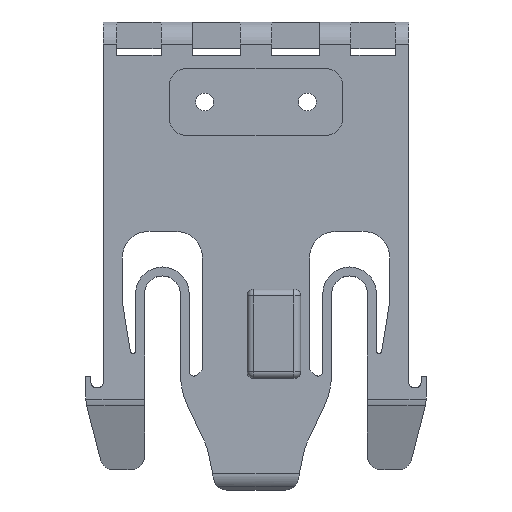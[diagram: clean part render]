
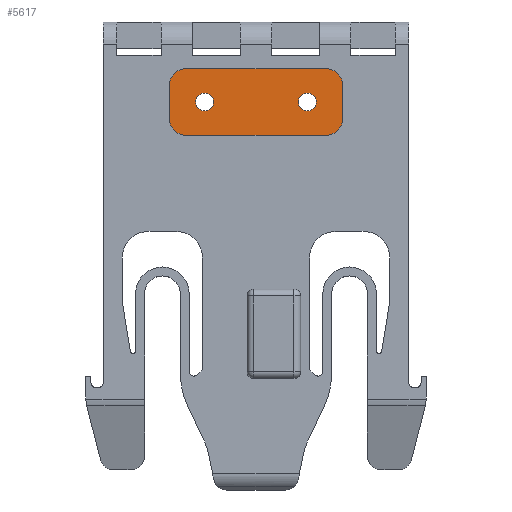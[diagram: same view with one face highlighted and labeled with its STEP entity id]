
A CAD part, top view. The second image highlights one B-rep face of the part: STEP entity #5617.
In plain terms, the highlighted planar face has unit normal (0, 0, 1).
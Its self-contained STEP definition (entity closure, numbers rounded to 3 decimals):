
#5351=CARTESIAN_POINT('',(9.5,36.,9.));
#5352=VERTEX_POINT('',#5351);
#5376=CARTESIAN_POINT('',(13.5,36.,9.));
#5377=VERTEX_POINT('',#5376);
#5378=CARTESIAN_POINT('',(11.5,36.,9.));
#5379=DIRECTION('',(0.,0.,1.));
#5380=DIRECTION('',(1.,0.,-0.));
#5381=AXIS2_PLACEMENT_3D('',#5378,#5379,#5380);
#5382=CIRCLE('',#5381,2.);
#5383=EDGE_CURVE('',#5352,#5377,#5382,.T.);
#5385=CARTESIAN_POINT('',(11.5,36.,9.));
#5386=DIRECTION('',(0.,0.,1.));
#5387=DIRECTION('',(1.,0.,-0.));
#5388=AXIS2_PLACEMENT_3D('',#5385,#5386,#5387);
#5389=CIRCLE('',#5388,2.);
#5390=EDGE_CURVE('',#5377,#5352,#5389,.T.);
#5402=CARTESIAN_POINT('',(-13.5,36.,9.));
#5403=VERTEX_POINT('',#5402);
#5427=CARTESIAN_POINT('',(-9.5,36.,9.));
#5428=VERTEX_POINT('',#5427);
#5429=CARTESIAN_POINT('',(-11.5,36.,9.));
#5430=DIRECTION('',(0.,0.,1.));
#5431=DIRECTION('',(1.,0.,-0.));
#5432=AXIS2_PLACEMENT_3D('',#5429,#5430,#5431);
#5433=CIRCLE('',#5432,2.);
#5434=EDGE_CURVE('',#5403,#5428,#5433,.T.);
#5436=CARTESIAN_POINT('',(-11.5,36.,9.));
#5437=DIRECTION('',(0.,0.,1.));
#5438=DIRECTION('',(1.,0.,-0.));
#5439=AXIS2_PLACEMENT_3D('',#5436,#5437,#5438);
#5440=CIRCLE('',#5439,2.);
#5441=EDGE_CURVE('',#5428,#5403,#5440,.T.);
#5451=CARTESIAN_POINT('',(-15.5,43.5,9.));
#5452=VERTEX_POINT('',#5451);
#5453=CARTESIAN_POINT('',(15.5,43.5,9.));
#5454=VERTEX_POINT('',#5453);
#5455=CARTESIAN_POINT('',(-15.5,43.5,9.));
#5456=DIRECTION('',(1.,0.,0.));
#5457=VECTOR('',#5456,31.);
#5458=LINE('',#5455,#5457);
#5459=EDGE_CURVE('',#5452,#5454,#5458,.T.);
#5483=CARTESIAN_POINT('',(-19.5,32.5,9.));
#5484=VERTEX_POINT('',#5483);
#5491=CARTESIAN_POINT('',(-19.5,39.5,9.));
#5492=VERTEX_POINT('',#5491);
#5493=CARTESIAN_POINT('',(-19.5,32.5,9.));
#5494=DIRECTION('',(-0.,1.,0.));
#5495=VECTOR('',#5494,7.);
#5496=LINE('',#5493,#5495);
#5497=EDGE_CURVE('',#5484,#5492,#5496,.T.);
#5514=CARTESIAN_POINT('',(15.5,28.5,9.));
#5515=VERTEX_POINT('',#5514);
#5522=CARTESIAN_POINT('',(-15.5,28.5,9.));
#5523=VERTEX_POINT('',#5522);
#5524=CARTESIAN_POINT('',(15.5,28.5,9.));
#5525=DIRECTION('',(-1.,-0.,0.));
#5526=VECTOR('',#5525,31.);
#5527=LINE('',#5524,#5526);
#5528=EDGE_CURVE('',#5515,#5523,#5527,.T.);
#5544=CARTESIAN_POINT('',(19.5,39.5,9.));
#5545=VERTEX_POINT('',#5544);
#5546=CARTESIAN_POINT('',(19.5,32.5,9.));
#5547=VERTEX_POINT('',#5546);
#5548=CARTESIAN_POINT('',(19.5,39.5,9.));
#5549=DIRECTION('',(0.,-1.,0.));
#5550=VECTOR('',#5549,7.);
#5551=LINE('',#5548,#5550);
#5552=EDGE_CURVE('',#5545,#5547,#5551,.T.);
#5570=CARTESIAN_POINT('',(0.,0.,9.));
#5571=DIRECTION('',(0.,0.,1.));
#5572=DIRECTION('',(1.,0.,0.));
#5573=AXIS2_PLACEMENT_3D('',#5570,#5571,#5572);
#5574=PLANE('',#5573);
#5575=ORIENTED_EDGE('',*,*,#5528,.F.);
#5576=CARTESIAN_POINT('',(15.5,32.5,9.));
#5577=DIRECTION('',(0.,0.,1.));
#5578=DIRECTION('',(1.,0.,-0.));
#5579=AXIS2_PLACEMENT_3D('',#5576,#5577,#5578);
#5580=CIRCLE('',#5579,4.);
#5581=EDGE_CURVE('',#5515,#5547,#5580,.T.);
#5582=ORIENTED_EDGE('',*,*,#5581,.T.);
#5583=ORIENTED_EDGE('',*,*,#5552,.F.);
#5584=CARTESIAN_POINT('',(15.5,39.5,9.));
#5585=DIRECTION('',(0.,0.,1.));
#5586=DIRECTION('',(1.,0.,-0.));
#5587=AXIS2_PLACEMENT_3D('',#5584,#5585,#5586);
#5588=CIRCLE('',#5587,4.);
#5589=EDGE_CURVE('',#5545,#5454,#5588,.T.);
#5590=ORIENTED_EDGE('',*,*,#5589,.T.);
#5591=ORIENTED_EDGE('',*,*,#5459,.F.);
#5592=CARTESIAN_POINT('',(-15.5,39.5,9.));
#5593=DIRECTION('',(0.,0.,1.));
#5594=DIRECTION('',(1.,0.,-0.));
#5595=AXIS2_PLACEMENT_3D('',#5592,#5593,#5594);
#5596=CIRCLE('',#5595,4.);
#5597=EDGE_CURVE('',#5452,#5492,#5596,.T.);
#5598=ORIENTED_EDGE('',*,*,#5597,.T.);
#5599=ORIENTED_EDGE('',*,*,#5497,.F.);
#5600=CARTESIAN_POINT('',(-15.5,32.5,9.));
#5601=DIRECTION('',(0.,0.,1.));
#5602=DIRECTION('',(1.,0.,-0.));
#5603=AXIS2_PLACEMENT_3D('',#5600,#5601,#5602);
#5604=CIRCLE('',#5603,4.);
#5605=EDGE_CURVE('',#5484,#5523,#5604,.T.);
#5606=ORIENTED_EDGE('',*,*,#5605,.T.);
#5607=EDGE_LOOP('',(#5575,#5582,#5583,#5590,#5591,#5598,#5599,#5606));
#5608=FACE_BOUND('',#5607,.T.);
#5609=ORIENTED_EDGE('',*,*,#5434,.F.);
#5610=ORIENTED_EDGE('',*,*,#5441,.F.);
#5611=EDGE_LOOP('',(#5609,#5610));
#5612=FACE_BOUND('',#5611,.T.);
#5613=ORIENTED_EDGE('',*,*,#5383,.F.);
#5614=ORIENTED_EDGE('',*,*,#5390,.F.);
#5615=EDGE_LOOP('',(#5613,#5614));
#5616=FACE_BOUND('',#5615,.T.);
#5617=ADVANCED_FACE('',(#5608,#5612,#5616),#5574,.T.);
